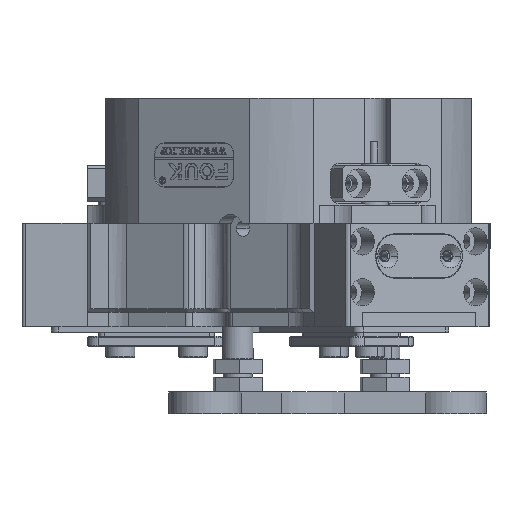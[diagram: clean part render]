
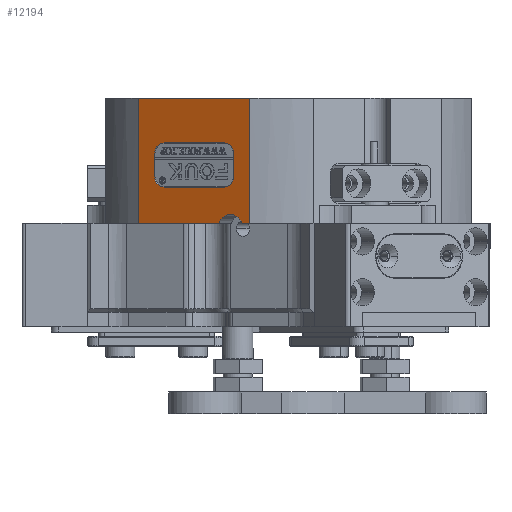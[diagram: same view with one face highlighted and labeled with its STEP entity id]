
A CAD part, front view. The second image highlights one B-rep face of the part: STEP entity #12194.
In plain terms, the highlighted planar face has unit normal (-0.5, -0.866, 0).
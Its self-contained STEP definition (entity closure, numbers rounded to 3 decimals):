
#134 = ORIENTED_EDGE ( 'NONE', *, *, #35221, .T. ) ;
#1018 = CARTESIAN_POINT ( 'NONE',  ( -19.023, -48.153, 157.128 ) ) ;
#1644 = DIRECTION ( 'NONE',  ( 0., 0., -1. ) ) ;
#2211 = EDGE_CURVE ( 'NONE', #53907, #35436, #30484, .T. ) ;
#2340 = CIRCLE ( 'NONE', #55182, 3. ) ;
#3651 = DIRECTION ( 'NONE',  ( -0.866, 0.5, 0. ) ) ;
#3752 = CARTESIAN_POINT ( 'NONE',  ( -23.482, -45.579, 141.828 ) ) ;
#4252 = LINE ( 'NONE', #26891, #44279 ) ;
#4775 = LINE ( 'NONE', #36054, #57645 ) ;
#6151 = CIRCLE ( 'NONE', #30479, 3. ) ;
#6371 = LINE ( 'NONE', #32694, #54468 ) ;
#7398 = DIRECTION ( 'NONE',  ( -0.866, 0.5, 0. ) ) ;
#7854 = VECTOR ( 'NONE', #1644, 1000. ) ;
#9056 = ORIENTED_EDGE ( 'NONE', *, *, #20146, .T. ) ;
#9560 = CIRCLE ( 'NONE', #25570, 4. ) ;
#9615 = AXIS2_PLACEMENT_3D ( 'NONE', #42041, #32175, #37112 ) ;
#10304 = EDGE_LOOP ( 'NONE', ( #34724, #10711, #35033, #56653, #22147, #62304, #46074, #41090 ) ) ;
#10439 = EDGE_CURVE ( 'NONE', #25256, #25941, #4775, .T. ) ;
#10711 = ORIENTED_EDGE ( 'NONE', *, *, #15141, .F. ) ;
#11203 = FACE_OUTER_BOUND ( 'NONE', #44362, .T. ) ;
#11491 = CARTESIAN_POINT ( 'NONE',  ( -12.284, -52.044, 122.628 ) ) ;
#11925 = DIRECTION ( 'NONE',  ( -0.866, 0.5, 0. ) ) ;
#12194 = ADVANCED_FACE ( 'NONE', ( #54447, #11203 ), #26637, .F. ) ;
#12251 = AXIS2_PLACEMENT_3D ( 'NONE', #49219, #28804, #17635 ) ;
#12495 = DIRECTION ( 'NONE',  ( 0.866, -0.5, 0. ) ) ;
#12852 = CARTESIAN_POINT ( 'NONE',  ( -26.08, -44.079, 132.628 ) ) ;
#13038 = VERTEX_POINT ( 'NONE', #53075 ) ;
#13305 = CARTESIAN_POINT ( 'NONE',  ( -42.708, -34.479, 144.828 ) ) ;
#13340 = CIRCLE ( 'NONE', #52645, 3. ) ;
#13659 = EDGE_CURVE ( 'NONE', #35436, #39827, #22257, .T. ) ;
#15141 = EDGE_CURVE ( 'NONE', #53901, #33439, #13340, .T. ) ;
#15224 = CARTESIAN_POINT ( 'NONE',  ( -42.708, -34.479, 135.628 ) ) ;
#15627 = CARTESIAN_POINT ( 'NONE',  ( -49.764, -30.405, 157.128 ) ) ;
#17635 = DIRECTION ( 'NONE',  ( 0.866, -0.5, 0. ) ) ;
#20146 = EDGE_CURVE ( 'NONE', #48542, #42315, #4252, .T. ) ;
#20235 = VECTOR ( 'NONE', #3651, 1000. ) ;
#21928 = CARTESIAN_POINT ( 'NONE',  ( -21.223, -46.883, 122.628 ) ) ;
#22147 = ORIENTED_EDGE ( 'NONE', *, *, #2211, .F. ) ;
#22257 = CIRCLE ( 'NONE', #12251, 3. ) ;
#23097 = CARTESIAN_POINT ( 'NONE',  ( -45.306, -32.979, 141.828 ) ) ;
#24823 = VECTOR ( 'NONE', #33342, 1000. ) ;
#24892 = ORIENTED_EDGE ( 'NONE', *, *, #45398, .T. ) ;
#25256 = VERTEX_POINT ( 'NONE', #65359 ) ;
#25570 = AXIS2_PLACEMENT_3D ( 'NONE', #53259, #43827, #12495 ) ;
#25941 = VERTEX_POINT ( 'NONE', #45508 ) ;
#26637 = PLANE ( 'NONE',  #9615 ) ;
#26891 = CARTESIAN_POINT ( 'NONE',  ( -34.394, -39.279, 157.128 ) ) ;
#27354 = EDGE_CURVE ( 'NONE', #62442, #63896, #31799, .T. ) ;
#28071 = ORIENTED_EDGE ( 'NONE', *, *, #27354, .F. ) ;
#28464 = CARTESIAN_POINT ( 'NONE',  ( -42.708, -34.479, 141.828 ) ) ;
#28804 = DIRECTION ( 'NONE',  ( -0.5, -0.866, 0. ) ) ;
#29688 = EDGE_CURVE ( 'NONE', #13038, #36346, #6151, .T. ) ;
#29780 = LINE ( 'NONE', #13305, #20235 ) ;
#30396 = CARTESIAN_POINT ( 'NONE',  ( -42.708, -34.479, 132.628 ) ) ;
#30479 = AXIS2_PLACEMENT_3D ( 'NONE', #28464, #33586, #38724 ) ;
#30484 = LINE ( 'NONE', #30396, #32839 ) ;
#30619 = DIRECTION ( 'NONE',  ( -0.866, 0.5, 0. ) ) ;
#31265 = CARTESIAN_POINT ( 'NONE',  ( -26.08, -44.079, 141.828 ) ) ;
#31799 = LINE ( 'NONE', #11491, #49480 ) ;
#32175 = DIRECTION ( 'NONE',  ( 0.5, 0.866, 0. ) ) ;
#32694 = CARTESIAN_POINT ( 'NONE',  ( -19.023, -48.153, 98.128 ) ) ;
#32839 = VECTOR ( 'NONE', #55079, 1000. ) ;
#33287 = CARTESIAN_POINT ( 'NONE',  ( -23.482, -45.579, 135.628 ) ) ;
#33342 = DIRECTION ( 'NONE',  ( 0., 0., -1. ) ) ;
#33439 = VERTEX_POINT ( 'NONE', #66205 ) ;
#33586 = DIRECTION ( 'NONE',  ( -0.5, -0.866, 0. ) ) ;
#34724 = ORIENTED_EDGE ( 'NONE', *, *, #35506, .F. ) ;
#35033 = ORIENTED_EDGE ( 'NONE', *, *, #38720, .F. ) ;
#35221 = EDGE_CURVE ( 'NONE', #42315, #25941, #38412, .T. ) ;
#35314 = ORIENTED_EDGE ( 'NONE', *, *, #45881, .F. ) ;
#35436 = VERTEX_POINT ( 'NONE', #12852 ) ;
#35506 = EDGE_CURVE ( 'NONE', #33439, #13038, #29780, .T. ) ;
#36012 = DIRECTION ( 'NONE',  ( 0.866, -0.5, 0. ) ) ;
#36054 = CARTESIAN_POINT ( 'NONE',  ( -12.284, -52.044, 122.628 ) ) ;
#36346 = VERTEX_POINT ( 'NONE', #51491 ) ;
#36707 = VECTOR ( 'NONE', #64892, 1000. ) ;
#37112 = DIRECTION ( 'NONE',  ( 0.866, -0.5, 0. ) ) ;
#37976 = EDGE_CURVE ( 'NONE', #36346, #41502, #42439, .T. ) ;
#38412 = LINE ( 'NONE', #50965, #7854 ) ;
#38720 = EDGE_CURVE ( 'NONE', #39827, #53901, #65642, .T. ) ;
#38724 = DIRECTION ( 'NONE',  ( 0.866, -0.5, 0. ) ) ;
#39512 = CARTESIAN_POINT ( 'NONE',  ( -23.482, -45.579, 141.828 ) ) ;
#39827 = VERTEX_POINT ( 'NONE', #33287 ) ;
#40901 = DIRECTION ( 'NONE',  ( -0.5, -0.866, 0. ) ) ;
#41090 = ORIENTED_EDGE ( 'NONE', *, *, #29688, .F. ) ;
#41374 = DIRECTION ( 'NONE',  ( -0.866, 0.5, 0. ) ) ;
#41502 = VERTEX_POINT ( 'NONE', #57938 ) ;
#42041 = CARTESIAN_POINT ( 'NONE',  ( -7.767, -54.651, 172.628 ) ) ;
#42315 = VERTEX_POINT ( 'NONE', #15627 ) ;
#42439 = LINE ( 'NONE', #23097, #24823 ) ;
#42568 = DIRECTION ( 'NONE',  ( 0., 0., 1. ) ) ;
#43827 = DIRECTION ( 'NONE',  ( -0.5, -0.866, 0. ) ) ;
#44279 = VECTOR ( 'NONE', #7398, 1000. ) ;
#44362 = EDGE_LOOP ( 'NONE', ( #61694, #35314, #28071, #24892, #9056, #134 ) ) ;
#45398 = EDGE_CURVE ( 'NONE', #62442, #48542, #6371, .T. ) ;
#45508 = CARTESIAN_POINT ( 'NONE',  ( -49.764, -30.405, 122.628 ) ) ;
#45708 = EDGE_CURVE ( 'NONE', #41502, #53907, #2340, .T. ) ;
#45881 = EDGE_CURVE ( 'NONE', #63896, #25256, #9560, .T. ) ;
#46074 = ORIENTED_EDGE ( 'NONE', *, *, #37976, .F. ) ;
#46287 = CARTESIAN_POINT ( 'NONE',  ( -42.708, -34.479, 132.628 ) ) ;
#48542 = VERTEX_POINT ( 'NONE', #1018 ) ;
#49219 = CARTESIAN_POINT ( 'NONE',  ( -26.08, -44.079, 135.628 ) ) ;
#49480 = VECTOR ( 'NONE', #11925, 1000. ) ;
#50965 = CARTESIAN_POINT ( 'NONE',  ( -49.764, -30.405, 98.128 ) ) ;
#51067 = DIRECTION ( 'NONE',  ( -0.5, -0.866, 0. ) ) ;
#51491 = CARTESIAN_POINT ( 'NONE',  ( -45.306, -32.979, 141.828 ) ) ;
#52645 = AXIS2_PLACEMENT_3D ( 'NONE', #31265, #40901, #30619 ) ;
#53075 = CARTESIAN_POINT ( 'NONE',  ( -42.708, -34.479, 144.828 ) ) ;
#53259 = CARTESIAN_POINT ( 'NONE',  ( -24.435, -45.029, 121.128 ) ) ;
#53901 = VERTEX_POINT ( 'NONE', #3752 ) ;
#53907 = VERTEX_POINT ( 'NONE', #46287 ) ;
#54447 = FACE_BOUND ( 'NONE', #10304, .T. ) ;
#54468 = VECTOR ( 'NONE', #42568, 1000. ) ;
#55079 = DIRECTION ( 'NONE',  ( 0.866, -0.5, 0. ) ) ;
#55182 = AXIS2_PLACEMENT_3D ( 'NONE', #15224, #51067, #36012 ) ;
#55505 = CARTESIAN_POINT ( 'NONE',  ( -19.023, -48.153, 122.628 ) ) ;
#56653 = ORIENTED_EDGE ( 'NONE', *, *, #13659, .F. ) ;
#57645 = VECTOR ( 'NONE', #41374, 1000. ) ;
#57938 = CARTESIAN_POINT ( 'NONE',  ( -45.306, -32.979, 135.628 ) ) ;
#61694 = ORIENTED_EDGE ( 'NONE', *, *, #10439, .F. ) ;
#62304 = ORIENTED_EDGE ( 'NONE', *, *, #45708, .F. ) ;
#62442 = VERTEX_POINT ( 'NONE', #55505 ) ;
#63896 = VERTEX_POINT ( 'NONE', #21928 ) ;
#64892 = DIRECTION ( 'NONE',  ( 0., 0., 1. ) ) ;
#65359 = CARTESIAN_POINT ( 'NONE',  ( -27.646, -43.175, 122.628 ) ) ;
#65642 = LINE ( 'NONE', #39512, #36707 ) ;
#66205 = CARTESIAN_POINT ( 'NONE',  ( -26.08, -44.079, 144.828 ) ) ;
